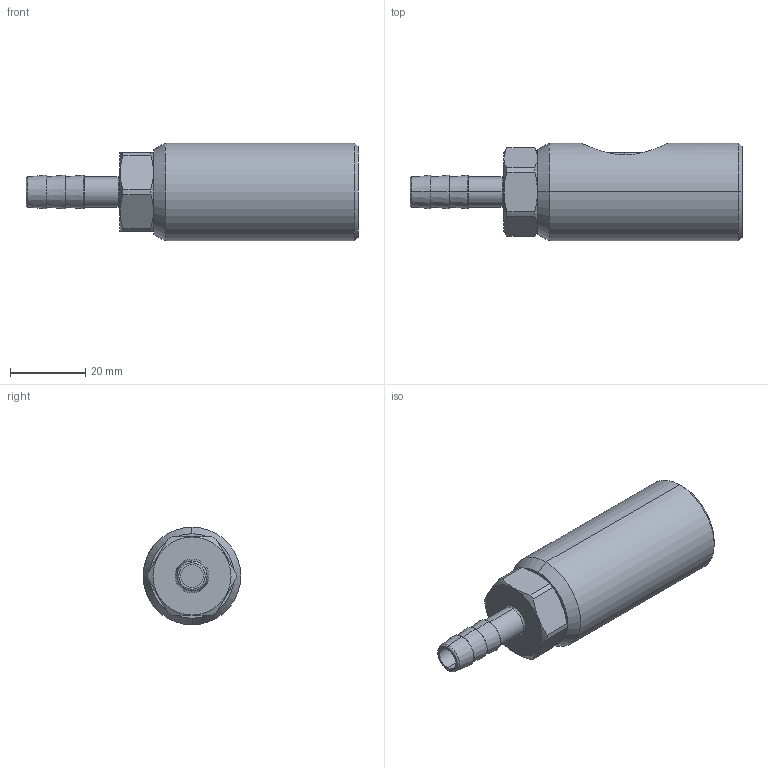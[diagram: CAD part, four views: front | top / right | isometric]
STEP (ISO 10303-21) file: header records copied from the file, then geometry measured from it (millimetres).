
FILE_DESCRIPTION (( 'STEP AP203' ), '1' );
FILE_NAME ('07460340.STEP', '2013-10-16T14:46:56', ( 'SP' ), ( 'sopra-pneumatic' ), 'SwSTEP 2.0', 'SolidWorks 2011', '' );
FILE_SCHEMA (( 'CONFIG_CONTROL_DESIGN' ));
Length unit declared in the file: millimetre
Products named in the file (1): 07460340
Bounding box: 88.4 x 26 x 26 mm (x, y, z)
Volume: 30569 mm3; surface area: 8376.7 mm2
Topology: 1 solids, 5 shells, 150 faces, 363 edges, 233 vertices
Faces by surface type: cylinder 53, cone 44, plane 41, torus 10, sphere 2
Entity records: 5056 total; most frequent: CARTESIAN_POINT 1495, DIRECTION 735, ORIENTED_EDGE 726, EDGE_CURVE 363, AXIS2_PLACEMENT_3D 303, VERTEX_POINT 233, EDGE_LOOP 160, CIRCLE 152
